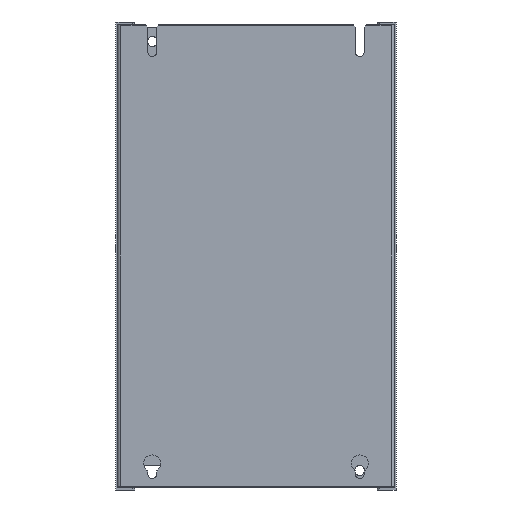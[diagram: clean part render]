
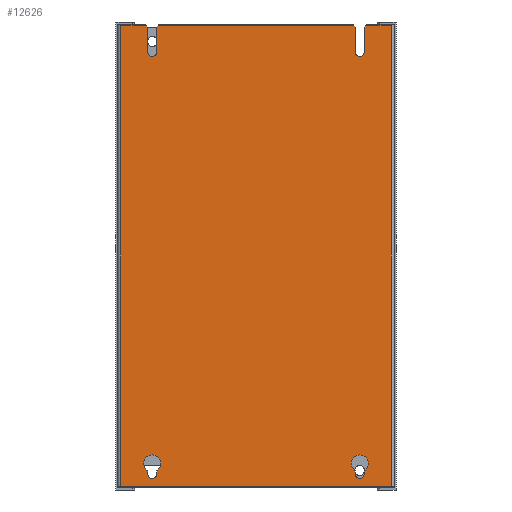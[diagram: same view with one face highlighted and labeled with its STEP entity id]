
A CAD part, front view. The second image highlights one B-rep face of the part: STEP entity #12626.
In plain terms, the highlighted planar face has unit normal (0, -1, 0).
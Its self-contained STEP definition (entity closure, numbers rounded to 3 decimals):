
#349=CARTESIAN_POINT('',(160.584,116.609,-880.438));
#350=DIRECTION('',(0.,1.,0.));
#351=DIRECTION('',(1.,0.,0.));
#352=AXIS2_PLACEMENT_3D('',#349,#350,#351);
#354=DIRECTION('',(0.,0.,-1.));
#355=VECTOR('',#354,4.323);
#356=CARTESIAN_POINT('',(167.084,116.609,-876.115));
#357=LINE('',#356,#355);
#358=DIRECTION('',(0.,0.,1.));
#359=VECTOR('',#358,4.323);
#360=CARTESIAN_POINT('',(154.084,116.609,-880.438));
#361=LINE('',#360,#359);
#362=CARTESIAN_POINT('',(460.584,116.609,-880.438));
#363=DIRECTION('',(0.,1.,0.));
#364=DIRECTION('',(1.,0.,0.));
#365=AXIS2_PLACEMENT_3D('',#362,#363,#364);
#367=DIRECTION('',(0.,0.,-1.));
#368=VECTOR('',#367,4.323);
#369=CARTESIAN_POINT('',(467.084,116.609,-876.115));
#370=LINE('',#369,#368);
#371=DIRECTION('',(0.,0.,1.));
#372=VECTOR('',#371,4.323);
#373=CARTESIAN_POINT('',(454.084,116.609,-880.438));
#374=LINE('',#373,#372);
#375=DIRECTION('',(-0.707,0.,0.707));
#376=VECTOR('',#375,2.828);
#377=CARTESIAN_POINT('',(154.084,116.609,-234.438));
#378=LINE('',#377,#376);
#379=DIRECTION('',(0.,0.,1.));
#380=VECTOR('',#379,36.);
#381=CARTESIAN_POINT('',(154.084,116.609,-270.438));
#382=LINE('',#381,#380);
#383=CARTESIAN_POINT('',(160.584,116.609,-270.438));
#384=DIRECTION('',(0.,1.,0.));
#385=DIRECTION('',(1.,0.,0.));
#386=AXIS2_PLACEMENT_3D('',#383,#384,#385);
#388=DIRECTION('',(0.,0.,-1.));
#389=VECTOR('',#388,36.);
#390=CARTESIAN_POINT('',(167.084,116.609,-234.438));
#391=LINE('',#390,#389);
#392=DIRECTION('',(-0.707,0.,-0.707));
#393=VECTOR('',#392,2.828);
#394=CARTESIAN_POINT('',(169.084,116.609,-232.438));
#395=LINE('',#394,#393);
#396=DIRECTION('',(-0.707,0.,0.707));
#397=VECTOR('',#396,2.828);
#398=CARTESIAN_POINT('',(454.084,116.609,-234.438));
#399=LINE('',#398,#397);
#400=DIRECTION('',(0.,0.,1.));
#401=VECTOR('',#400,36.);
#402=CARTESIAN_POINT('',(454.084,116.609,-270.438));
#403=LINE('',#402,#401);
#404=CARTESIAN_POINT('',(460.584,116.609,-270.438));
#405=DIRECTION('',(0.,1.,0.));
#406=DIRECTION('',(1.,0.,0.));
#407=AXIS2_PLACEMENT_3D('',#404,#405,#406);
#409=DIRECTION('',(0.,0.,-1.));
#410=VECTOR('',#409,36.);
#411=CARTESIAN_POINT('',(467.084,116.609,-234.438));
#412=LINE('',#411,#410);
#413=DIRECTION('',(-0.707,0.,-0.707));
#414=VECTOR('',#413,2.828);
#415=CARTESIAN_POINT('',(469.084,116.609,-232.438));
#416=LINE('',#415,#414);
#417=DIRECTION('',(1.,0.,0.));
#418=VECTOR('',#417,391.);
#419=CARTESIAN_POINT('',(115.084,116.609,-898.438));
#420=LINE('',#419,#418);
#571=DIRECTION('',(0.,0.,1.));
#572=VECTOR('',#571,666.);
#573=CARTESIAN_POINT('',(506.084,116.609,-898.438));
#574=LINE('',#573,#572);
#604=CARTESIAN_POINT('',(115.084,116.609,-232.438));
#606=DIRECTION('',(0.,0.,-1.));
#607=VECTOR('',#606,666.);
#608=CARTESIAN_POINT('',(115.084,116.609,-232.438));
#609=LINE('',#608,#607);
#2065=CARTESIAN_POINT('',(152.084,116.609,-232.438));
#2067=DIRECTION('',(-1.,0.,0.));
#2068=VECTOR('',#2067,37.);
#2069=CARTESIAN_POINT('',(152.084,116.609,-232.438));
#2070=LINE('',#2069,#2068);
#2075=CARTESIAN_POINT('',(169.084,116.609,-232.438));
#2093=CARTESIAN_POINT('',(452.084,116.609,-232.438));
#2095=DIRECTION('',(-1.,0.,0.));
#2096=VECTOR('',#2095,283.);
#2097=CARTESIAN_POINT('',(452.084,116.609,-232.438));
#2098=LINE('',#2097,#2096);
#2099=CARTESIAN_POINT('',(469.084,116.609,-232.438));
#2120=CARTESIAN_POINT('',(506.084,116.609,-232.438));
#2122=DIRECTION('',(-1.,0.,0.));
#2123=VECTOR('',#2122,37.);
#2124=CARTESIAN_POINT('',(506.084,116.609,-232.438));
#2125=LINE('',#2124,#2123);
#2579=CARTESIAN_POINT('',(160.584,116.609,-865.438));
#2580=DIRECTION('',(0.,1.,0.));
#2581=DIRECTION('',(-0.52,0.,-0.854));
#2582=AXIS2_PLACEMENT_3D('',#2579,#2580,#2581);
#2605=CARTESIAN_POINT('',(460.584,116.609,-865.438));
#2606=DIRECTION('',(0.,1.,0.));
#2607=DIRECTION('',(-0.52,0.,-0.854));
#2608=AXIS2_PLACEMENT_3D('',#2605,#2606,#2607);
#10103=VERTEX_POINT('',#604);
#10104=CARTESIAN_POINT('',(115.084,116.609,
-898.438));
#10105=VERTEX_POINT('',#10104);
#10108=VERTEX_POINT('',#2120);
#10111=CARTESIAN_POINT('',(506.084,116.609,
-898.438));
#10112=VERTEX_POINT('',#10111);
#12031=VERTEX_POINT('',#2065);
#12032=VERTEX_POINT('',#2075);
#12033=VERTEX_POINT('',#2093);
#12034=VERTEX_POINT('',#2099);
#12035=CARTESIAN_POINT('',(167.084,116.609,
-880.438));
#12036=CARTESIAN_POINT('',(154.084,116.609,
-880.438));
#12037=VERTEX_POINT('',#12035);
#12038=VERTEX_POINT('',#12036);
#12039=CARTESIAN_POINT('',(154.084,116.609,
-876.115));
#12040=VERTEX_POINT('',#12039);
#12041=CARTESIAN_POINT('',(167.084,116.609,
-876.115));
#12042=VERTEX_POINT('',#12041);
#12043=CARTESIAN_POINT('',(467.084,116.609,
-880.438));
#12044=CARTESIAN_POINT('',(454.084,116.609,
-880.438));
#12045=VERTEX_POINT('',#12043);
#12046=VERTEX_POINT('',#12044);
#12047=CARTESIAN_POINT('',(454.084,116.609,
-876.115));
#12048=VERTEX_POINT('',#12047);
#12049=CARTESIAN_POINT('',(467.084,116.609,
-876.115));
#12050=VERTEX_POINT('',#12049);
#12051=CARTESIAN_POINT('',(154.084,116.609,
-234.438));
#12052=VERTEX_POINT('',#12051);
#12053=CARTESIAN_POINT('',(167.084,116.609,
-234.438));
#12054=VERTEX_POINT('',#12053);
#12055=CARTESIAN_POINT('',(167.084,116.609,
-270.438));
#12056=VERTEX_POINT('',#12055);
#12057=CARTESIAN_POINT('',(154.084,116.609,
-270.438));
#12058=VERTEX_POINT('',#12057);
#12059=CARTESIAN_POINT('',(467.084,116.609,
-234.438));
#12060=VERTEX_POINT('',#12059);
#12061=CARTESIAN_POINT('',(467.084,116.609,
-270.438));
#12062=VERTEX_POINT('',#12061);
#12063=CARTESIAN_POINT('',(454.084,116.609,
-270.438));
#12064=VERTEX_POINT('',#12063);
#12065=CARTESIAN_POINT('',(454.084,116.609,
-234.438));
#12066=VERTEX_POINT('',#12065);
#12568=CARTESIAN_POINT('',(310.584,116.609,
-565.438));
#12569=DIRECTION('',(0.,1.,0.));
#12570=DIRECTION('',(1.,0.,0.));
#12571=AXIS2_PLACEMENT_3D('',#12568,#12569,#12570);
#12572=PLANE('',#12571);
#12573=ORIENTED_EDGE('',*,*,#12558,.F.);
#12575=ORIENTED_EDGE('',*,*,#12574,.F.);
#12577=ORIENTED_EDGE('',*,*,#12576,.F.);
#12579=ORIENTED_EDGE('',*,*,#12578,.F.);
#12581=ORIENTED_EDGE('',*,*,#12580,.F.);
#12583=ORIENTED_EDGE('',*,*,#12582,.F.);
#12585=ORIENTED_EDGE('',*,*,#12584,.F.);
#12587=ORIENTED_EDGE('',*,*,#12586,.F.);
#12589=ORIENTED_EDGE('',*,*,#12588,.F.);
#12591=ORIENTED_EDGE('',*,*,#12590,.F.);
#12593=ORIENTED_EDGE('',*,*,#12592,.F.);
#12595=ORIENTED_EDGE('',*,*,#12594,.F.);
#12597=ORIENTED_EDGE('',*,*,#12596,.F.);
#12599=ORIENTED_EDGE('',*,*,#12598,.F.);
#12601=ORIENTED_EDGE('',*,*,#12600,.F.);
#12603=ORIENTED_EDGE('',*,*,#12602,.F.);
#12604=EDGE_LOOP('',(#12573,#12575,#12577,#12579,#12581,#12583,#12585,#12587,
#12589,#12591,#12593,#12595,#12597,#12599,#12601,#12603));
#12605=FACE_OUTER_BOUND('',#12604,.F.);
#12607=ORIENTED_EDGE('',*,*,#12606,.F.);
#12609=ORIENTED_EDGE('',*,*,#12608,.F.);
#12611=ORIENTED_EDGE('',*,*,#12610,.F.);
#12613=ORIENTED_EDGE('',*,*,#12612,.F.);
#12614=EDGE_LOOP('',(#12607,#12609,#12611,#12613));
#12615=FACE_BOUND('',#12614,.F.);
#12617=ORIENTED_EDGE('',*,*,#12616,.F.);
#12619=ORIENTED_EDGE('',*,*,#12618,.F.);
#12621=ORIENTED_EDGE('',*,*,#12620,.F.);
#12623=ORIENTED_EDGE('',*,*,#12622,.F.);
#12624=EDGE_LOOP('',(#12617,#12619,#12621,#12623));
#12625=FACE_BOUND('',#12624,.F.);
#353=CIRCLE('',#352,6.5);
#366=CIRCLE('',#365,6.5);
#387=CIRCLE('',#386,6.5);
#408=CIRCLE('',#407,6.5);
#2583=CIRCLE('',#2582,12.5);
#2609=CIRCLE('',#2608,12.5);
#12558=EDGE_CURVE('',#12052,#12031,#378,.T.);
#12574=EDGE_CURVE('',#12058,#12052,#382,.T.);
#12576=EDGE_CURVE('',#12056,#12058,#387,.T.);
#12578=EDGE_CURVE('',#12054,#12056,#391,.T.);
#12580=EDGE_CURVE('',#12032,#12054,#395,.T.);
#12582=EDGE_CURVE('',#12033,#12032,#2098,.T.);
#12584=EDGE_CURVE('',#12066,#12033,#399,.T.);
#12586=EDGE_CURVE('',#12064,#12066,#403,.T.);
#12588=EDGE_CURVE('',#12062,#12064,#408,.T.);
#12590=EDGE_CURVE('',#12060,#12062,#412,.T.);
#12592=EDGE_CURVE('',#12034,#12060,#416,.T.);
#12594=EDGE_CURVE('',#10108,#12034,#2125,.T.);
#12596=EDGE_CURVE('',#10112,#10108,#574,.T.);
#12598=EDGE_CURVE('',#10105,#10112,#420,.T.);
#12600=EDGE_CURVE('',#10103,#10105,#609,.T.);
#12602=EDGE_CURVE('',#12031,#10103,#2070,.T.);
#12606=EDGE_CURVE('',#12045,#12046,#366,.T.);
#12608=EDGE_CURVE('',#12050,#12045,#370,.T.);
#12610=EDGE_CURVE('',#12048,#12050,#2609,.T.);
#12612=EDGE_CURVE('',#12046,#12048,#374,.T.);
#12616=EDGE_CURVE('',#12037,#12038,#353,.T.);
#12618=EDGE_CURVE('',#12042,#12037,#357,.T.);
#12620=EDGE_CURVE('',#12040,#12042,#2583,.T.);
#12622=EDGE_CURVE('',#12038,#12040,#361,.T.);
#12626=ADVANCED_FACE('',(#12605,#12615,#12625),#12572,.F.);
